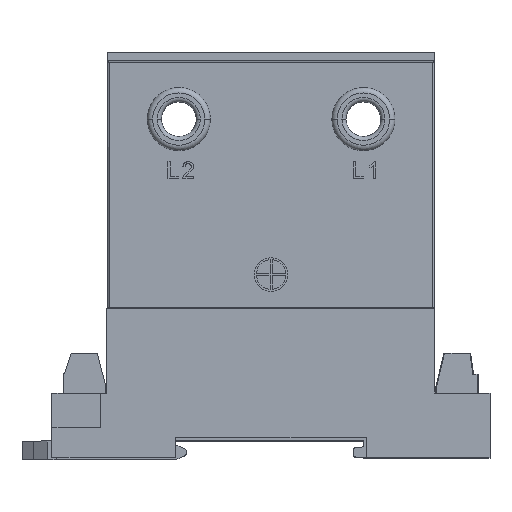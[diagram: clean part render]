
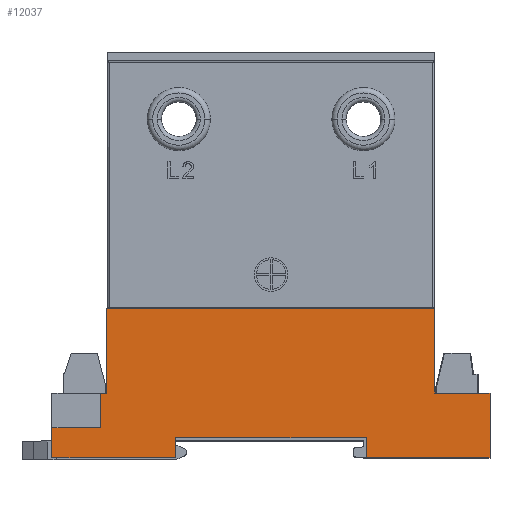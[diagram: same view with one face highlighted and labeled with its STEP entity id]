
A CAD part, top view. The second image highlights one B-rep face of the part: STEP entity #12037.
In plain terms, the highlighted face is planar.
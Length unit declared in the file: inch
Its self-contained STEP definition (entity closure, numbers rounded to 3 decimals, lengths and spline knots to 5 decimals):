
#62 = FACE_OUTER_BOUND ( 'NONE', #21978, .T. ) ;
#122 = CARTESIAN_POINT ( 'NONE',  ( 1.2225, 0.482, -0.7105 ) ) ;
#152 = ORIENTED_EDGE ( 'NONE', *, *, #4691, .F. ) ;
#203 = ORIENTED_EDGE ( 'NONE', *, *, #12179, .T. ) ;
#423 = CARTESIAN_POINT ( 'NONE',  ( 1.6325, 0.222, -0.7105 ) ) ;
#486 = CARTESIAN_POINT ( 'NONE',  ( -1.6325, 1.115, -0.7105 ) ) ;
#566 = EDGE_CURVE ( 'NONE', #21473, #18858, #19731, .T. ) ;
#1045 = VERTEX_POINT ( 'NONE', #22112 ) ;
#1220 = CARTESIAN_POINT ( 'NONE',  ( -1.2225, 1.115, -0.7105 ) ) ;
#1552 = CARTESIAN_POINT ( 'NONE',  ( -1.6325, 1.115, -0.7105 ) ) ;
#1563 = VECTOR ( 'NONE', #7753, 39.37008 ) ;
#2343 = EDGE_CURVE ( 'NONE', #10719, #17051, #2881, .T. ) ;
#2417 = LINE ( 'NONE', #122, #20897 ) ;
#2622 = CARTESIAN_POINT ( 'NONE',  ( -0.71, 0.15, -0.7105 ) ) ;
#2757 = DIRECTION ( 'NONE',  ( 0., -1., 0. ) ) ;
#2881 = LINE ( 'NONE', #12311, #17083 ) ;
#3040 = ORIENTED_EDGE ( 'NONE', *, *, #566, .T. ) ;
#3171 = VECTOR ( 'NONE', #21483, 39.37008 ) ;
#3228 = VERTEX_POINT ( 'NONE', #10738 ) ;
#3232 = CARTESIAN_POINT ( 'NONE',  ( 0.71, 0.15, -0.7105 ) ) ;
#3375 = DIRECTION ( 'NONE',  ( 0., -1., 0. ) ) ;
#3379 = CARTESIAN_POINT ( 'NONE',  ( -1.6325, 0.482, -0.7105 ) ) ;
#3438 = CARTESIAN_POINT ( 'NONE',  ( 1.2675, 0.482, -0.7105 ) ) ;
#3464 = LINE ( 'NONE', #20716, #4662 ) ;
#3575 = VECTOR ( 'NONE', #17438, 39.37008 ) ;
#3698 = ORIENTED_EDGE ( 'NONE', *, *, #2343, .F. ) ;
#4169 = EDGE_CURVE ( 'NONE', #4207, #21473, #13332, .T. ) ;
#4207 = VERTEX_POINT ( 'NONE', #17325 ) ;
#4494 = VERTEX_POINT ( 'NONE', #3379 ) ;
#4662 = VECTOR ( 'NONE', #15278, 39.37008 ) ;
#4691 = EDGE_CURVE ( 'NONE', #17051, #20412, #11541, .T. ) ;
#5225 = VERTEX_POINT ( 'NONE', #20448 ) ;
#5657 = LINE ( 'NONE', #1552, #10052 ) ;
#6020 = ORIENTED_EDGE ( 'NONE', *, *, #13532, .T. ) ;
#6101 = PLANE ( 'NONE',  #19466 ) ;
#6176 = DIRECTION ( 'NONE',  ( 0., 0., 1. ) ) ;
#7500 = CARTESIAN_POINT ( 'NONE',  ( -1.2225, 1.115, -0.7105 ) ) ;
#7753 = DIRECTION ( 'NONE',  ( 0., 1., 0. ) ) ;
#7893 = CARTESIAN_POINT ( 'NONE',  ( 1.2225, 0.482, -0.7105 ) ) ;
#9070 = CARTESIAN_POINT ( 'NONE',  ( -1.6325, 0.482, -0.7105 ) ) ;
#9076 = DIRECTION ( 'NONE',  ( -1., 0., 0. ) ) ;
#9653 = DIRECTION ( 'NONE',  ( -1., 0., 0. ) ) ;
#9859 = VERTEX_POINT ( 'NONE', #16420 ) ;
#9893 = CARTESIAN_POINT ( 'NONE',  ( 0.71, 0.15, -0.7105 ) ) ;
#10028 = VECTOR ( 'NONE', #9653, 39.37008 ) ;
#10052 = VECTOR ( 'NONE', #16450, 39.37008 ) ;
#10421 = ORIENTED_EDGE ( 'NONE', *, *, #22227, .T. ) ;
#10486 = EDGE_CURVE ( 'NONE', #4494, #5225, #19252, .T. ) ;
#10517 = VERTEX_POINT ( 'NONE', #12877 ) ;
#10710 = CARTESIAN_POINT ( 'NONE',  ( 1.2675, 0.222, -0.7105 ) ) ;
#10719 = VERTEX_POINT ( 'NONE', #423 ) ;
#10738 = CARTESIAN_POINT ( 'NONE',  ( 1.2225, 1.115, -0.7105 ) ) ;
#10932 = DIRECTION ( 'NONE',  ( 1., 0., 0. ) ) ;
#11541 = LINE ( 'NONE', #13274, #1563 ) ;
#11740 = DIRECTION ( 'NONE',  ( 0., 1., 0. ) ) ;
#11747 = EDGE_CURVE ( 'NONE', #3228, #11857, #5657, .T. ) ;
#11857 = VERTEX_POINT ( 'NONE', #7500 ) ;
#12037 = ADVANCED_FACE ( 'NONE', ( #62 ), #6101, .F. ) ;
#12092 = CARTESIAN_POINT ( 'NONE',  ( -1.6325, 1.115, -0.7105 ) ) ;
#12119 = CARTESIAN_POINT ( 'NONE',  ( -0.71, 0.15, -0.7105 ) ) ;
#12179 = EDGE_CURVE ( 'NONE', #10719, #1045, #21183, .T. ) ;
#12311 = CARTESIAN_POINT ( 'NONE',  ( 1.6325, 0.222, -0.7105 ) ) ;
#12453 = EDGE_CURVE ( 'NONE', #16831, #20412, #2417, .T. ) ;
#12507 = ORIENTED_EDGE ( 'NONE', *, *, #12453, .T. ) ;
#12712 = ORIENTED_EDGE ( 'NONE', *, *, #16214, .T. ) ;
#12877 = CARTESIAN_POINT ( 'NONE',  ( -1.6325, 0., -0.7105 ) ) ;
#13125 = LINE ( 'NONE', #1220, #3171 ) ;
#13274 = CARTESIAN_POINT ( 'NONE',  ( 1.2675, 0.222, -0.7105 ) ) ;
#13309 = ORIENTED_EDGE ( 'NONE', *, *, #18730, .T. ) ;
#13332 = LINE ( 'NONE', #9893, #22366 ) ;
#13334 = DIRECTION ( 'NONE',  ( 1., 0., 0. ) ) ;
#13532 = EDGE_CURVE ( 'NONE', #3228, #16831, #16880, .T. ) ;
#13641 = ORIENTED_EDGE ( 'NONE', *, *, #22746, .F. ) ;
#14222 = DIRECTION ( 'NONE',  ( -1., 0., 0. ) ) ;
#14544 = CARTESIAN_POINT ( 'NONE',  ( 1.2225, 1.115, -0.7105 ) ) ;
#15278 = DIRECTION ( 'NONE',  ( -1., 0., 0. ) ) ;
#16196 = ORIENTED_EDGE ( 'NONE', *, *, #10486, .T. ) ;
#16214 = EDGE_CURVE ( 'NONE', #1045, #4207, #3464, .T. ) ;
#16388 = VECTOR ( 'NONE', #23037, 39.37008 ) ;
#16420 = CARTESIAN_POINT ( 'NONE',  ( -0.71, 0., -0.7105 ) ) ;
#16450 = DIRECTION ( 'NONE',  ( -1., 0., 0. ) ) ;
#16485 = EDGE_CURVE ( 'NONE', #5225, #11857, #13125, .T. ) ;
#16618 = LINE ( 'NONE', #12092, #20866 ) ;
#16831 = VERTEX_POINT ( 'NONE', #7893 ) ;
#16880 = LINE ( 'NONE', #14544, #21684 ) ;
#16930 = CARTESIAN_POINT ( 'NONE',  ( -0.71, 0.15, -0.7105 ) ) ;
#17051 = VERTEX_POINT ( 'NONE', #10710 ) ;
#17083 = VECTOR ( 'NONE', #14222, 39.37008 ) ;
#17236 = ORIENTED_EDGE ( 'NONE', *, *, #4169, .T. ) ;
#17252 = VECTOR ( 'NONE', #9076, 39.37008 ) ;
#17325 = CARTESIAN_POINT ( 'NONE',  ( 0.71, 0., -0.7105 ) ) ;
#17438 = DIRECTION ( 'NONE',  ( 0., -1., 0. ) ) ;
#17600 = CARTESIAN_POINT ( 'NONE',  ( 1.6325, 1.115, -0.7105 ) ) ;
#18197 = ORIENTED_EDGE ( 'NONE', *, *, #16485, .T. ) ;
#18730 = EDGE_CURVE ( 'NONE', #9859, #10517, #22060, .T. ) ;
#18858 = VERTEX_POINT ( 'NONE', #16930 ) ;
#18907 = LINE ( 'NONE', #2622, #3575 ) ;
#19034 = DIRECTION ( 'NONE',  ( 1., 0., 0. ) ) ;
#19252 = LINE ( 'NONE', #9070, #23459 ) ;
#19466 = AXIS2_PLACEMENT_3D ( 'NONE', #486, #6176, #19034 ) ;
#19731 = LINE ( 'NONE', #12119, #10028 ) ;
#20165 = ORIENTED_EDGE ( 'NONE', *, *, #11747, .F. ) ;
#20412 = VERTEX_POINT ( 'NONE', #3438 ) ;
#20448 = CARTESIAN_POINT ( 'NONE',  ( -1.2225, 0.482, -0.7105 ) ) ;
#20716 = CARTESIAN_POINT ( 'NONE',  ( -1.6325, 0., -0.7105 ) ) ;
#20866 = VECTOR ( 'NONE', #2757, 39.37008 ) ;
#20897 = VECTOR ( 'NONE', #13334, 39.37008 ) ;
#21183 = LINE ( 'NONE', #17600, #16388 ) ;
#21473 = VERTEX_POINT ( 'NONE', #3232 ) ;
#21483 = DIRECTION ( 'NONE',  ( 0., 1., 0. ) ) ;
#21684 = VECTOR ( 'NONE', #3375, 39.37008 ) ;
#21978 = EDGE_LOOP ( 'NONE', ( #12712, #17236, #3040, #10421, #13309, #13641, #16196, #18197, #20165, #6020, #12507, #152, #3698, #203 ) ) ;
#22060 = LINE ( 'NONE', #23622, #17252 ) ;
#22112 = CARTESIAN_POINT ( 'NONE',  ( 1.6325, 0., -0.7105 ) ) ;
#22227 = EDGE_CURVE ( 'NONE', #18858, #9859, #18907, .T. ) ;
#22366 = VECTOR ( 'NONE', #11740, 39.37008 ) ;
#22746 = EDGE_CURVE ( 'NONE', #4494, #10517, #16618, .T. ) ;
#23037 = DIRECTION ( 'NONE',  ( 0., -1., 0. ) ) ;
#23459 = VECTOR ( 'NONE', #10932, 39.37008 ) ;
#23622 = CARTESIAN_POINT ( 'NONE',  ( -1.6325, 0., -0.7105 ) ) ;
